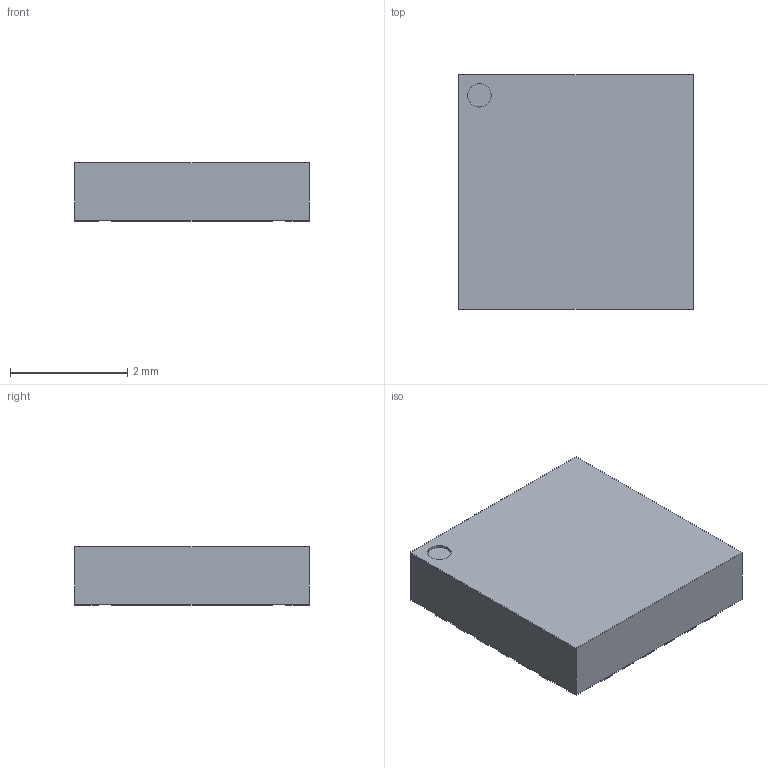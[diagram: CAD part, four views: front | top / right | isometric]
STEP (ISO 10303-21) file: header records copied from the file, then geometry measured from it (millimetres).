
FILE_DESCRIPTION(/* description */ (''),/* implementation_level */ '2;1');
FILE_NAME(/* name */ 'TFQFPN24_4x4_p0.5.step',/* time_stamp */ '2024-03-23T12:05:56+01:00',/* author */ (''),/* organization */ (''),/* preprocessor_version */ 'ST-DEVELOPER v20',/* originating_system */ 'Autodesk Translation Framework v12.20.1.177',/* authorisation */ '');
FILE_SCHEMA (('AUTOMOTIVE_DESIGN { 1 0 10303 214 3 1 1 }'));
Length unit declared in the file: millimetre
Products named in the file (1): TFQFPN24_4x4_p0.5
Bounding box: 4 x 4 x 1 mm (x, y, z)
Volume: 15.9 mm3; surface area: 66.5 mm2
Topology: 26 solids, 26 shells, 158 faces, 315 edges, 210 vertices
Faces by surface type: plane 134, cylinder 24
Full cylindrical faces by diameter (mm): 0.4 x1
Entity records: 4071 total; most frequent: CARTESIAN_POINT 684, DIRECTION 681, ORIENTED_EDGE 630, EDGE_CURVE 315, LINE 267, VECTOR 267, VERTEX_POINT 210, AXIS2_PLACEMENT_3D 207
